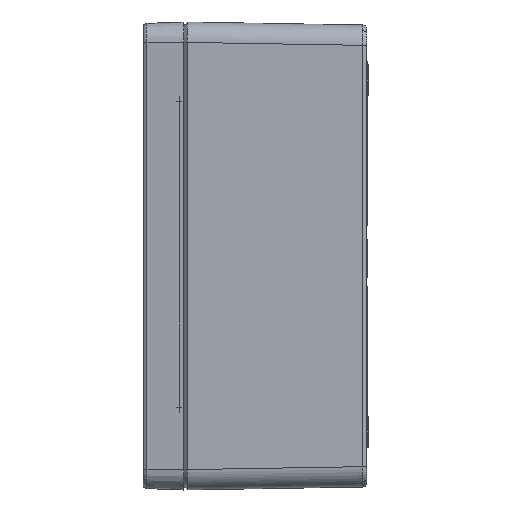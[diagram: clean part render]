
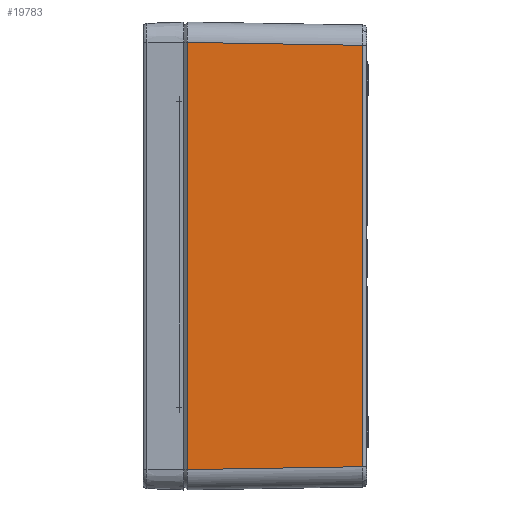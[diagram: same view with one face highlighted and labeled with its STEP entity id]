
A CAD part, left-side view. The second image highlights one B-rep face of the part: STEP entity #19783.
In plain terms, the highlighted planar face has unit normal (-1, -0.017, 0).
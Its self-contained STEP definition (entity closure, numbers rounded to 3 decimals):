
#1499=PLANE('',#21471);
#2526=LINE('',#52017,#3928);
#2527=LINE('',#52041,#3929);
#2528=LINE('',#52042,#3930);
#2529=LINE('',#52043,#3931);
#3928=VECTOR('',#24888,1000.);
#3929=VECTOR('',#24891,1000.);
#3930=VECTOR('',#24892,1000.);
#3931=VECTOR('',#24893,1000.);
#5772=FACE_OUTER_BOUND('',#7267,.T.);
#7267=EDGE_LOOP('',(#16381,#16382,#16383,#16384));
#9269=VERTEX_POINT('',#45600);
#9916=VERTEX_POINT('',#52016);
#9917=VERTEX_POINT('',#52039);
#9918=VERTEX_POINT('',#52040);
#12248=EDGE_CURVE('',#9269,#9916,#2526,.T.);
#12251=EDGE_CURVE('',#9917,#9918,#2527,.T.);
#12252=EDGE_CURVE('',#9918,#9269,#2528,.T.);
#12253=EDGE_CURVE('',#9916,#9917,#2529,.T.);
#16381=ORIENTED_EDGE('',*,*,#12251,.T.);
#16382=ORIENTED_EDGE('',*,*,#12252,.T.);
#16383=ORIENTED_EDGE('',*,*,#12248,.T.);
#16384=ORIENTED_EDGE('',*,*,#12253,.T.);
#19783=ADVANCED_FACE('',(#5772),#1499,.T.);
#21471=AXIS2_PLACEMENT_3D('',#52038,#24889,#24890);
#24888=DIRECTION('',(-0.017,1.,0.017));
#24889=DIRECTION('center_axis',(-1.,-0.017,
0.));
#24890=DIRECTION('ref_axis',(0.017,-1.,0.));
#24891=DIRECTION('',(0.017,-1.,0.017));
#24892=DIRECTION('',(0.,0.,1.));
#24893=DIRECTION('',(0.,0.,-1.));
#45600=CARTESIAN_POINT('',(-163.533,-88.033,103.534));
#52016=CARTESIAN_POINT('',(-164.97,-1.788,104.972));
#52017=CARTESIAN_POINT('',(-164.939,-3.665,104.94));
#52038=CARTESIAN_POINT('Origin',(-165.,0.,-115.));
#52039=CARTESIAN_POINT('',(-164.97,-1.788,-104.972));
#52040=CARTESIAN_POINT('',(-163.533,-88.033,-103.534));
#52041=CARTESIAN_POINT('',(-165.003,0.167,-105.004));
#52042=CARTESIAN_POINT('',(-163.533,-88.033,103.501));
#52043=CARTESIAN_POINT('',(-164.97,-1.788,-115.));
